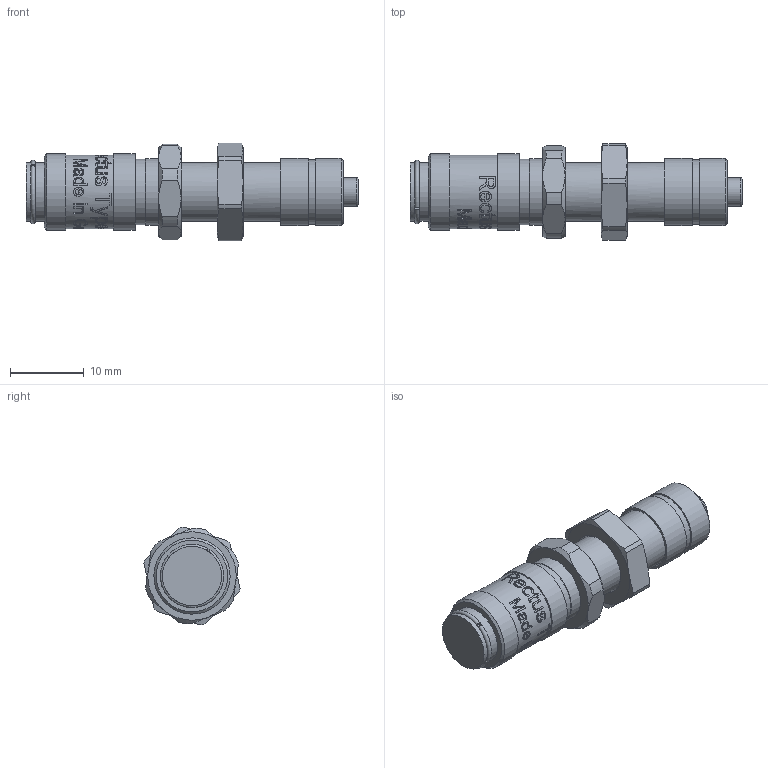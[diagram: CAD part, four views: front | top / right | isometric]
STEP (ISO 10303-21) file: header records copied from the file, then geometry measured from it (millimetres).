
FILE_DESCRIPTION((''),'2;1');
FILE_NAME('20kaks06men.stp','2013-03-25T08:26:58',('IA176480'),(''),'Autodesk Inventor 2011','Autodesk Inventor 2011','');
FILE_SCHEMA(('AUTOMOTIVE_DESIGN { 1 0 10303 214 1 1 1 1 }'));
Length unit declared in the file: millimetre
Products named in the file (1): D106223
Bounding box: 45.05 x 13.07 x 13.29 mm (x, y, z)
Volume: 2912.5 mm3; surface area: 3257 mm2
Topology: 2 solids, 6 shells, 515 faces, 1303 edges, 852 vertices
Faces by surface type: bspline 200, plane 174, cylinder 85, cone 48, torus 8
Full cylindrical faces by diameter (mm): 3.85 x1, 4.5 x1, 6.167 x2, 6.25 x1, 6.3 x1, 6.45 x1, 6.5 x1, 6.8 x1, 7.2 x1, 7.3 x1, 7.4 x1, 7.46 x1, 7.8 x2, 8 x6, 8.1 x1, 8.15 x2, 8.7 x1, 8.9 x1, 9 x1, 9.1 x2, 9.15 x1, 9.2 x1, 10 x1, 10.35 x2
Entity records: 64921 total; most frequent: CARTESIAN_POINT 53903, ORIENTED_EDGE 2450, DIRECTION 1485, EDGE_CURVE 1225, VERTEX_POINT 837, EDGE_LOOP 642, B_SPLINE_CURVE_WITH_KNOTS 539, AXIS2_PLACEMENT_3D 531
